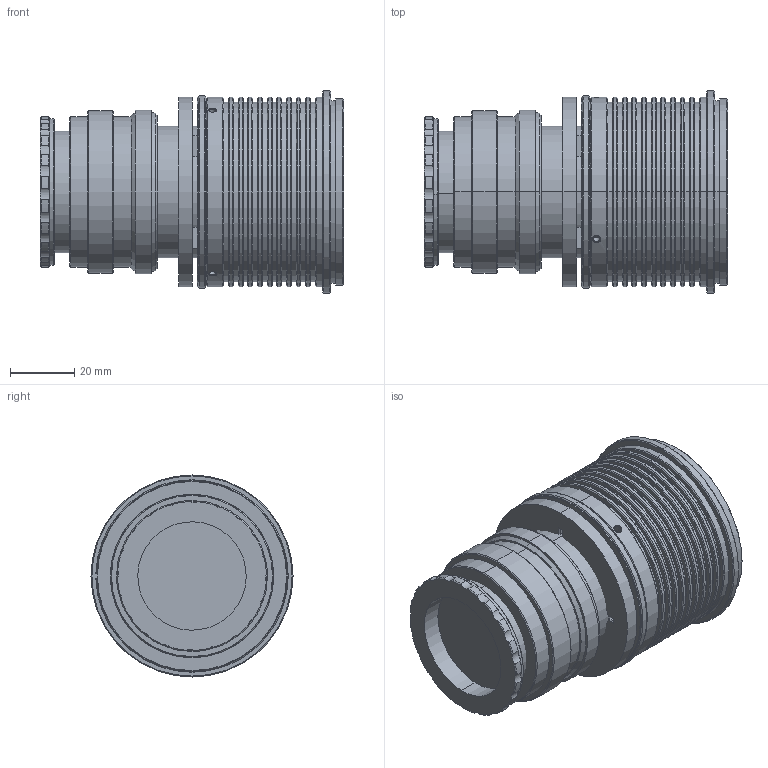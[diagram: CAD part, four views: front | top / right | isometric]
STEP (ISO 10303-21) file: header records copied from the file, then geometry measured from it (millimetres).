
FILE_DESCRIPTION (( 'STEP AP203' ), '1' );
FILE_NAME ('6040- 01510 M58 3D.STEP', '2023-12-20T07:54:00', ( '' ), ( '' ), 'SwSTEP 2.0', 'SolidWorks 2018', '' );
FILE_SCHEMA (( 'CONFIG_CONTROL_DESIGN' ));
Length unit declared in the file: millimetre
Products named in the file (5): M58x075接口12mm法兰 - 散热纹; 6040- 01510 M58 3D; ヶ噩芠; 翋噩芠; VF諳
Assembly tree (4 placements, depth 2):
  6040- 01510 M58 3D
    翋噩芠
    ヶ噩芠
    VF諳
    M58x075接口12mm法兰 - 散热纹
Bounding box: 94.49 x 63 x 63 mm (x, y, z)
Volume: 178216.4 mm3; surface area: 55500.9 mm2
Topology: 4 solids, 4 shells, 406 faces, 1004 edges, 641 vertices
Faces by surface type: cylinder 169, cone 128, plane 103, bspline 6
Entity records: 15899 total; most frequent: CARTESIAN_POINT 5553, DIRECTION 2175, ORIENTED_EDGE 2008, EDGE_CURVE 1004, AXIS2_PLACEMENT_3D 898, VERTEX_POINT 641, CIRCLE 491, EDGE_LOOP 459
